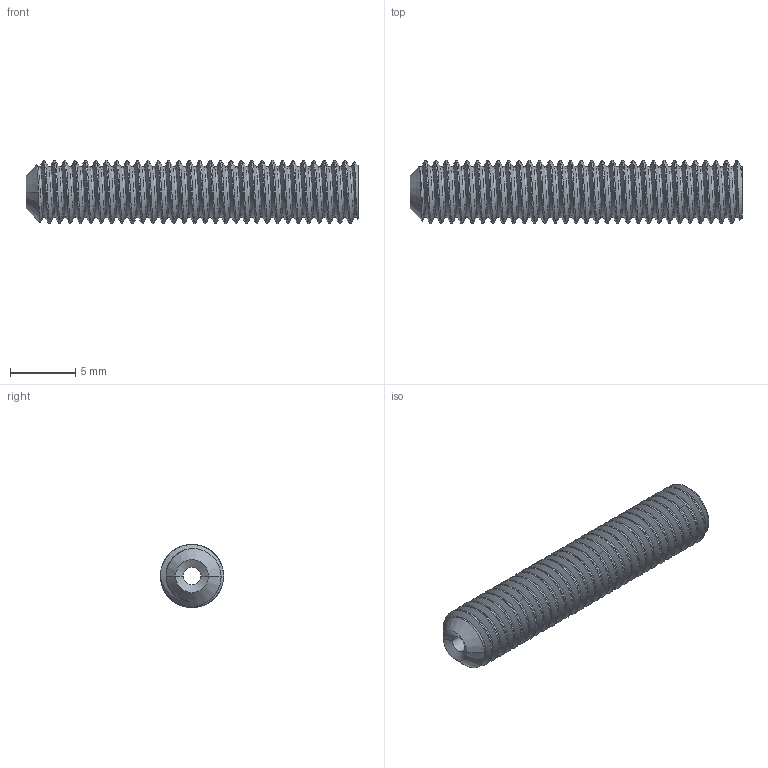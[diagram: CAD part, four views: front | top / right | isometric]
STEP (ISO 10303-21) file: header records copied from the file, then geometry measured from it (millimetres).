
FILE_DESCRIPTION((''),'2;1');
FILE_NAME('001_SET_SCREW_INCH_ASM','2023-11-21T',('SYSTEM'),(''),'PRO/ENGINEER BY PARAMETRIC TECHNOLOGY CORPORATION, 2016360','PRO/ENGINEER BY PARAMETRIC TECHNOLOGY CORPORATION, 2016360','');
FILE_SCHEMA(('AUTOMOTIVE_DESIGN { 1 0 10303 214 1 1 1 1 }'));
Length unit declared in the file: inch
Products named in the file (2): T-K190_AF0; 001_SET_SCREW_INCH_ASM
Assembly tree (1 placements, depth 2):
  001_SET_SCREW_INCH_ASM
    T-K190_AF0
Bounding box: 25.4 x 4.83 x 4.83 mm (x, y, z)
Volume: 325.5 mm3; surface area: 703.5 mm2
Topology: 1 solids, 1 shells, 102 faces, 276 edges, 176 vertices
Faces by surface type: cylinder 62, bspline 27, plane 8, cone 5
Entity records: 11511 total; most frequent: CARTESIAN_POINT 9149, ORIENTED_EDGE 552, EDGE_CURVE 276, DIRECTION 271, VERTEX_POINT 176, B_SPLINE_CURVE_WITH_KNOTS 169, COLOUR_RGB 110, EDGE_LOOP 104
